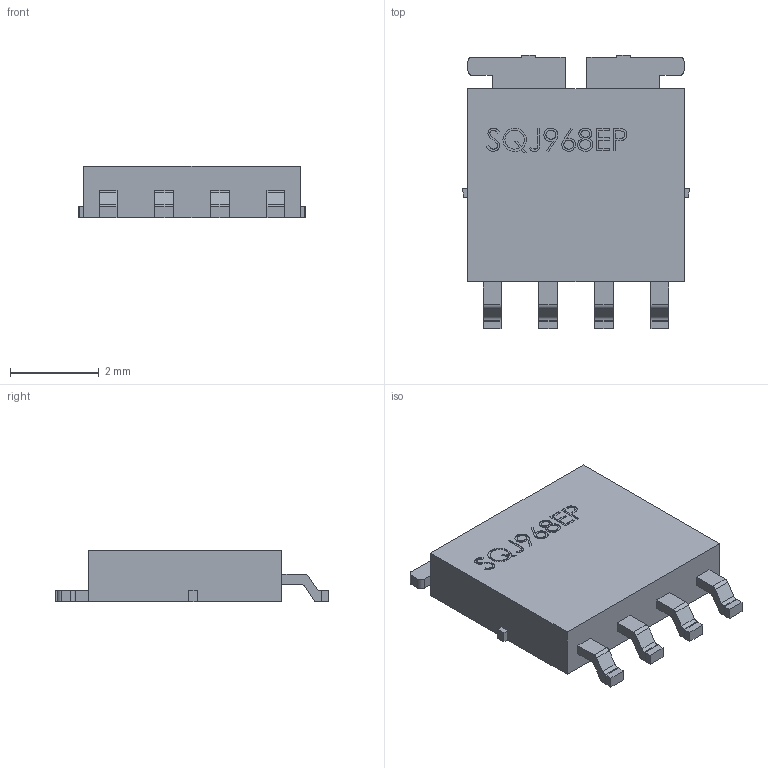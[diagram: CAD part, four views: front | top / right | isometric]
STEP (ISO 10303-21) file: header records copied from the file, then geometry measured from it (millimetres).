
FILE_DESCRIPTION(('FreeCAD Model'),'2;1');
FILE_NAME('PowerPAK_8x8L_DUAL.stp', '2018-06-26T12:13:35',('Author'),(''), 'Open CASCADE STEP processor 7.2','FreeCAD','Unknown');
FILE_SCHEMA(('AUTOMOTIVE_DESIGN { 1 0 10303 214 1 1 1 1 }'));
Length unit declared in the file: millimetre
Products named in the file (1): PowerPAK_SO-8L_DUAL
Bounding box: 5.1 x 6.16 x 1.17 mm (x, y, z)
Volume: 28.5 mm3; surface area: 104.3 mm2
Topology: 11 solids, 11 shells, 257 faces, 1989 edges, 5746 vertices
Faces by surface type: plane 166, bspline 71, cylinder 20
Entity records: 40430 total; most frequent: CARTESIAN_POINT 19992, DIRECTION 3079, LINE 2445, VECTOR 2445, GEOMETRIC_CURVE_SET 1327, ORIENTED_EDGE 1326, PCURVE 1326, DEFINITIONAL_REPRESENTATION 1326
